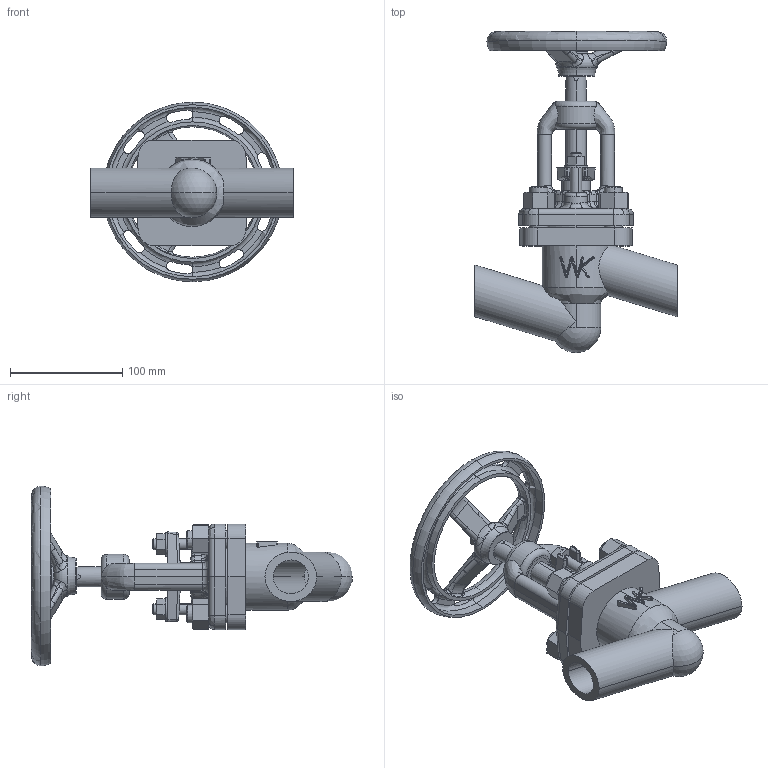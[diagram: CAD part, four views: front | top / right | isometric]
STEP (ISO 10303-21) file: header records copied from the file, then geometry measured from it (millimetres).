
FILE_DESCRIPTION (( 'STEP AP214' ), '1' );
FILE_NAME ('218S DN32.STEP', '2015-06-08T11:01:47', ( '' ), ( '' ), 'SwSTEP 2.0', 'SolidWorks 2015', '' );
FILE_SCHEMA (( 'AUTOMOTIVE_DESIGN' ));
Length unit declared in the file: millimetre
Products named in the file (1): 218S DN32
Bounding box: 180 x 286 x 160 mm (x, y, z)
Volume: 880143.7 mm3; surface area: 165848.3 mm2
Topology: 1 solids, 1 shells, 731 faces, 1878 edges, 1119 vertices
Faces by surface type: cylinder 240, plane 200, bspline 156, torus 51, cone 49, sphere 35
Entity records: 37338 total; most frequent: CARTESIAN_POINT 16322, ORIENTED_EDGE 3702, DIRECTION 3050, EDGE_CURVE 1851, AXIS2_PLACEMENT_3D 1259, VERTEX_POINT 1119, EDGE_LOOP 768, FACE_OUTER_BOUND 731
